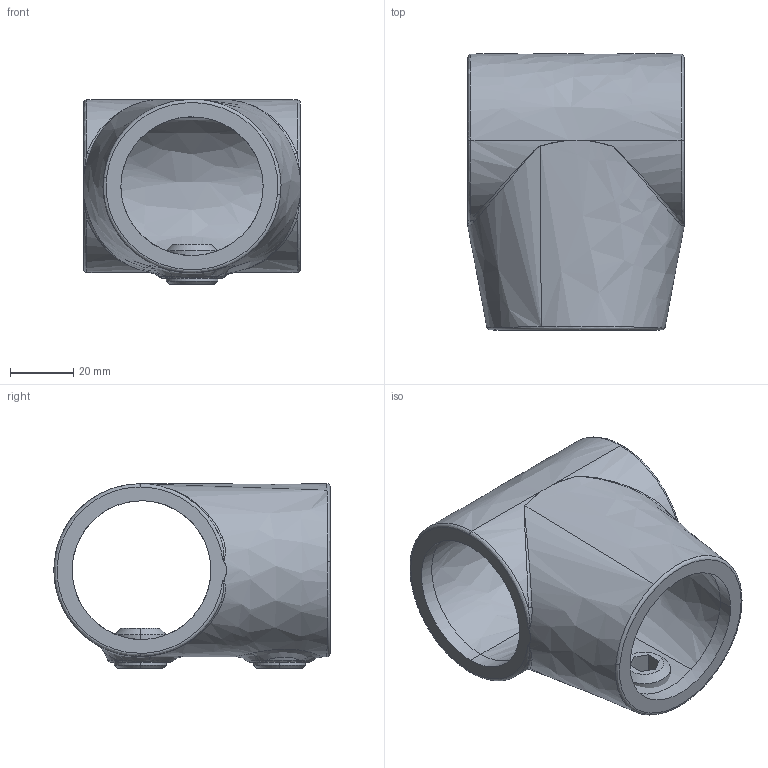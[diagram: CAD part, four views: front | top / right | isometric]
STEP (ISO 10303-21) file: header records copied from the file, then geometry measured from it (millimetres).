
FILE_DESCRIPTION (( 'STEP AP203' ), '1' );
FILE_NAME ('16153C.STEP', '2020-08-16T15:16:18', ( '' ), ( '' ), 'SwSTEP 2.0', 'SolidWorks 2018', '' );
FILE_SCHEMA (( 'CONFIG_CONTROL_DESIGN' ));
Length unit declared in the file: millimetre
Products named in the file (1): 16153C
Bounding box: 68.42 x 87.3 x 58.42 mm (x, y, z)
Volume: 80690.8 mm3; surface area: 35337.4 mm2
Topology: 3 solids, 3 shells, 124 faces, 315 edges, 189 vertices
Faces by surface type: bspline 124
Entity records: 18092 total; most frequent: CARTESIAN_POINT 16255, ORIENTED_EDGE 610, EDGE_CURVE 305, B_SPLINE_CURVE_WITH_KNOTS 218, VERTEX_POINT 187, EDGE_LOOP 136, ADVANCED_FACE 124, FACE_OUTER_BOUND 124
